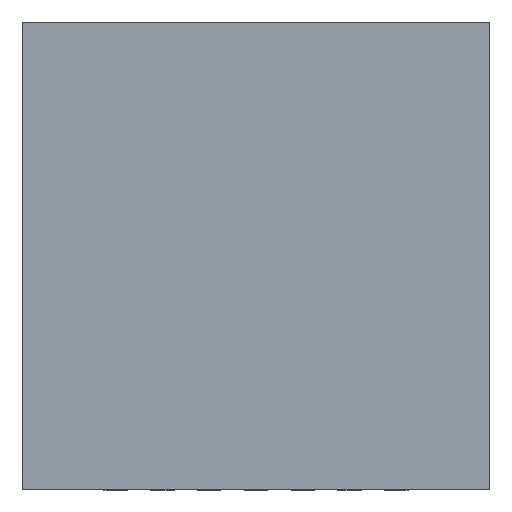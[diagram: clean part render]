
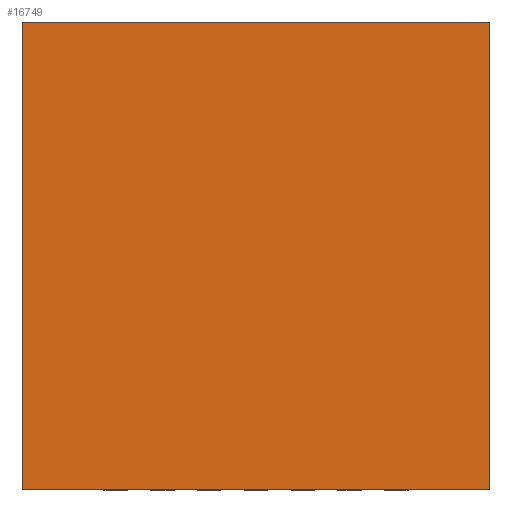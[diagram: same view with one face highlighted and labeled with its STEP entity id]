
A CAD part, top view. The second image highlights one B-rep face of the part: STEP entity #16749.
In plain terms, the highlighted face is planar.
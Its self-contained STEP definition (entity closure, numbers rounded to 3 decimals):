
#12752=DIRECTION('',(0.,0.,1.));
#12753=VECTOR('',#12752,4.);
#12754=CARTESIAN_POINT('',(-2.,0.975,-2.));
#12755=LINE('',#12754,#12753);
#12759=DIRECTION('',(-1.,0.,0.));
#12760=VECTOR('',#12759,4.);
#12761=CARTESIAN_POINT('',(2.,0.975,-2.));
#12762=LINE('',#12761,#12760);
#12766=DIRECTION('',(0.,0.,-1.));
#12767=VECTOR('',#12766,4.);
#12768=CARTESIAN_POINT('',(2.,0.975,2.));
#12769=LINE('',#12768,#12767);
#12773=DIRECTION('',(1.,0.,0.));
#12774=VECTOR('',#12773,4.);
#12775=CARTESIAN_POINT('',(-2.,0.975,2.));
#12776=LINE('',#12775,#12774);
#13910=CARTESIAN_POINT('',(-2.,0.975,-2.));
#13911=CARTESIAN_POINT('',(-2.,0.975,2.));
#13912=VERTEX_POINT('',#13910);
#13913=VERTEX_POINT('',#13911);
#13914=CARTESIAN_POINT('',(2.,0.975,2.));
#13915=VERTEX_POINT('',#13914);
#13916=CARTESIAN_POINT('',(2.,0.975,-2.));
#13917=VERTEX_POINT('',#13916);
#16738=CARTESIAN_POINT('',(0.,0.975,0.));
#16739=DIRECTION('',(0.,1.,0.));
#16740=DIRECTION('',(1.,0.,0.));
#16741=AXIS2_PLACEMENT_3D('',#16738,#16739,#16740);
#16742=PLANE('',#16741);
#16743=ORIENTED_EDGE('',*,*,#15160,.F.);
#16744=ORIENTED_EDGE('',*,*,#15301,.F.);
#16745=ORIENTED_EDGE('',*,*,#15963,.F.);
#16746=ORIENTED_EDGE('',*,*,#16582,.F.);
#16747=EDGE_LOOP('',(#16743,#16744,#16745,#16746));
#16748=FACE_OUTER_BOUND('',#16747,.F.);
#15160=EDGE_CURVE('',#13912,#13913,#12755,.T.);
#15301=EDGE_CURVE('',#13917,#13912,#12762,.T.);
#15963=EDGE_CURVE('',#13915,#13917,#12769,.T.);
#16582=EDGE_CURVE('',#13913,#13915,#12776,.T.);
#16749=ADVANCED_FACE('',(#16748),#16742,.T.);
